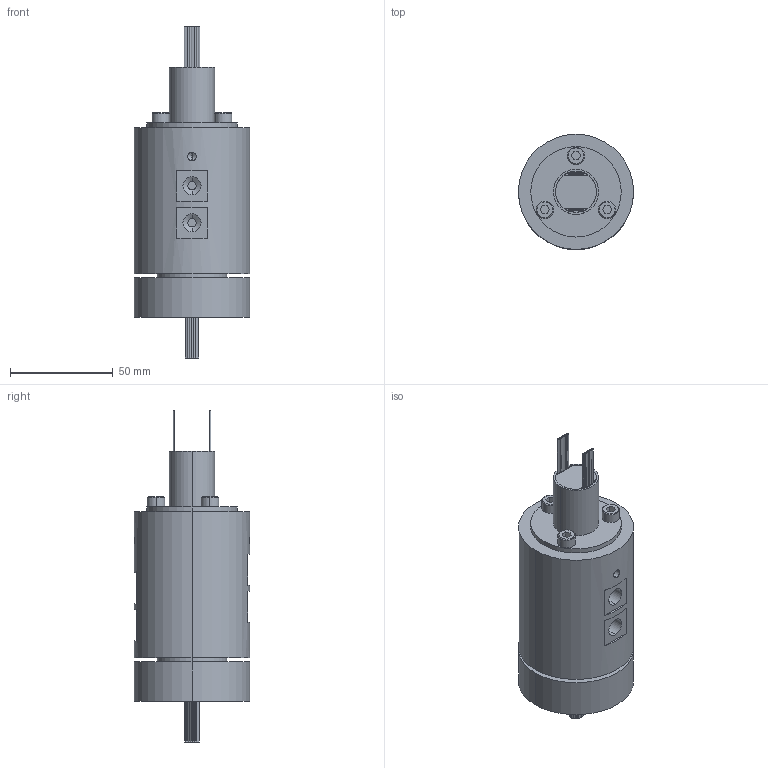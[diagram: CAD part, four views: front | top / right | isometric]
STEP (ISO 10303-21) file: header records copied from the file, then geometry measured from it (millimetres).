
FILE_DESCRIPTION (( 'STEP AP203' ), '1' );
FILE_NAME ('RKD41S-S18.STEP', '2020-11-21T03:38:37', ( '微软用户' ), ( '微软中国' ), 'SwSTEP 2.0', 'SolidWorks 2014', '' );
FILE_SCHEMA (( 'CONFIG_CONTROL_DESIGN' ));
Length unit declared in the file: millimetre
Products named in the file (1): RKD41S-S18
Bounding box: 56 x 56 x 161.4 mm (x, y, z)
Volume: 231310 mm3; surface area: 32514.9 mm2
Topology: 1 solids, 1 shells, 269 faces, 570 edges, 358 vertices
Faces by surface type: cylinder 141, plane 94, cone 34
Entity records: 7581 total; most frequent: CARTESIAN_POINT 1534, DIRECTION 1362, ORIENTED_EDGE 1116, EDGE_CURVE 558, AXIS2_PLACEMENT_3D 554, VERTEX_POINT 358, EDGE_LOOP 336, CIRCLE 284
